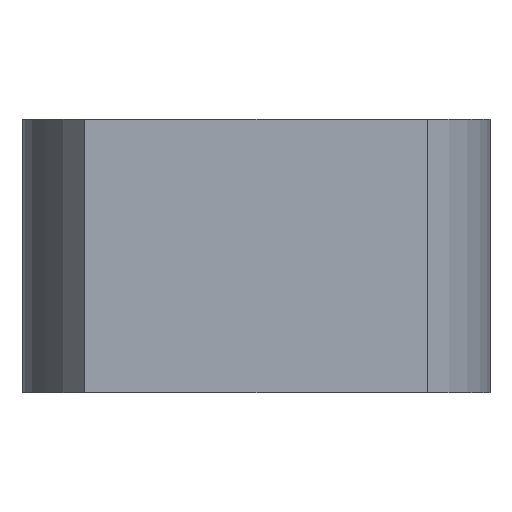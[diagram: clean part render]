
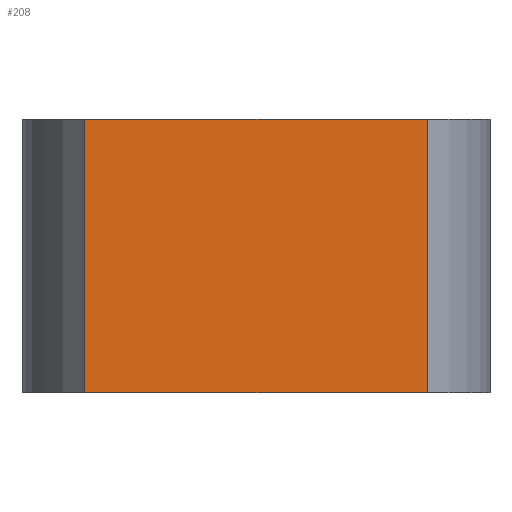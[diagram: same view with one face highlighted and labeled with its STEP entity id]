
A CAD part, front view. The second image highlights one B-rep face of the part: STEP entity #208.
In plain terms, the highlighted planar face has unit normal (0, -1, 0).
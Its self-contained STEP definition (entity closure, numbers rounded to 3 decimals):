
#21 = CARTESIAN_POINT ( 'NONE',  ( -12.914, -49.514, 12. ) ) ;
#35 = CARTESIAN_POINT ( 'NONE',  ( -27.914, -49.514, 12. ) ) ;
#57 = LINE ( 'NONE', #21, #408 ) ;
#74 = EDGE_CURVE ( 'NONE', #212, #247, #256, .T. ) ;
#89 = DIRECTION ( 'NONE',  ( -1., 0., 0. ) ) ;
#96 = LINE ( 'NONE', #159, #218 ) ;
#136 = VERTEX_POINT ( 'NONE', #230 ) ;
#157 = CARTESIAN_POINT ( 'NONE',  ( -27.914, -49.514, 0. ) ) ;
#159 = CARTESIAN_POINT ( 'NONE',  ( -27.914, -49.514, 12. ) ) ;
#163 = DIRECTION ( 'NONE',  ( 1., 0., 0. ) ) ;
#179 = EDGE_LOOP ( 'NONE', ( #253, #279, #385, #421 ) ) ;
#192 = LINE ( 'NONE', #157, #238 ) ;
#208 = ADVANCED_FACE ( 'NONE', ( #306 ), #226, .F. ) ;
#211 = AXIS2_PLACEMENT_3D ( 'NONE', #407, #396, #89 ) ;
#212 = VERTEX_POINT ( 'NONE', #365 ) ;
#218 = VECTOR ( 'NONE', #163, 1000. ) ;
#226 = PLANE ( 'NONE',  #211 ) ;
#230 = CARTESIAN_POINT ( 'NONE',  ( -12.914, -49.514, 0. ) ) ;
#238 = VECTOR ( 'NONE', #360, 1000. ) ;
#244 = EDGE_CURVE ( 'NONE', #247, #136, #192, .T. ) ;
#247 = VERTEX_POINT ( 'NONE', #258 ) ;
#253 = ORIENTED_EDGE ( 'NONE', *, *, #244, .T. ) ;
#256 = LINE ( 'NONE', #35, #404 ) ;
#258 = CARTESIAN_POINT ( 'NONE',  ( -27.914, -49.514, 0. ) ) ;
#279 = ORIENTED_EDGE ( 'NONE', *, *, #405, .F. ) ;
#300 = CARTESIAN_POINT ( 'NONE',  ( -12.914, -49.514, 12. ) ) ;
#306 = FACE_OUTER_BOUND ( 'NONE', #179, .T. ) ;
#344 = DIRECTION ( 'NONE',  ( 0., 0., -1. ) ) ;
#360 = DIRECTION ( 'NONE',  ( 1., 0., 0. ) ) ;
#365 = CARTESIAN_POINT ( 'NONE',  ( -27.914, -49.514, 12. ) ) ;
#385 = ORIENTED_EDGE ( 'NONE', *, *, #436, .F. ) ;
#389 = DIRECTION ( 'NONE',  ( 0., 0., -1. ) ) ;
#396 = DIRECTION ( 'NONE',  ( 0., 1., 0. ) ) ;
#404 = VECTOR ( 'NONE', #389, 1000. ) ;
#405 = EDGE_CURVE ( 'NONE', #453, #136, #57, .T. ) ;
#407 = CARTESIAN_POINT ( 'NONE',  ( -27.914, -49.514, 12. ) ) ;
#408 = VECTOR ( 'NONE', #344, 1000. ) ;
#421 = ORIENTED_EDGE ( 'NONE', *, *, #74, .T. ) ;
#436 = EDGE_CURVE ( 'NONE', #212, #453, #96, .T. ) ;
#453 = VERTEX_POINT ( 'NONE', #300 ) ;
